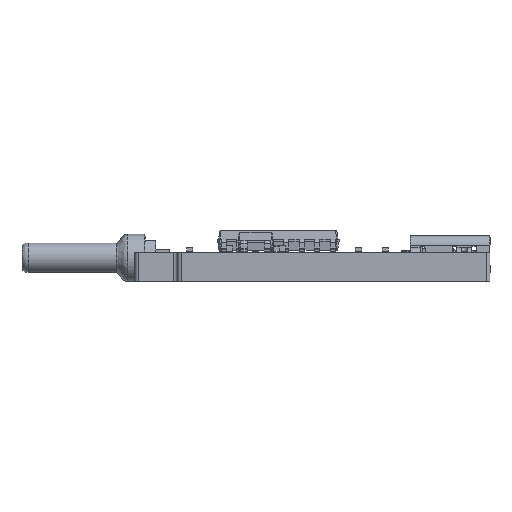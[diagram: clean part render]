
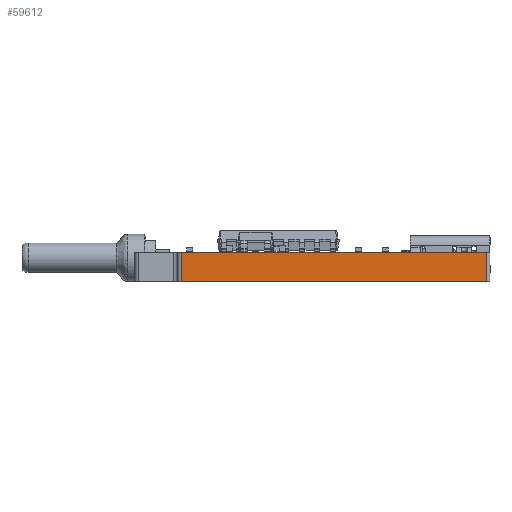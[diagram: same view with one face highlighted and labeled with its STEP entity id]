
A CAD part, left-side view. The second image highlights one B-rep face of the part: STEP entity #59612.
In plain terms, the highlighted planar face has unit normal (-1, 0, 0).
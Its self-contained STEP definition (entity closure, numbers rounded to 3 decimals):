
#58543 = VERTEX_POINT('',#58544);
#58544 = CARTESIAN_POINT('',(-13.,10.7,0.));
#58551 = EDGE_CURVE('',#58552,#58543,#58554,.T.);
#58552 = VERTEX_POINT('',#58553);
#58553 = CARTESIAN_POINT('',(-13.,-14.2,0.));
#58554 = LINE('',#58555,#58556);
#58555 = CARTESIAN_POINT('',(-13.,-14.2,0.));
#58556 = VECTOR('',#58557,1.);
#58557 = DIRECTION('',(0.,1.,0.));
#59013 = VERTEX_POINT('',#59014);
#59014 = CARTESIAN_POINT('',(-13.,10.7,2.4));
#59021 = EDGE_CURVE('',#59022,#59013,#59024,.T.);
#59022 = VERTEX_POINT('',#59023);
#59023 = CARTESIAN_POINT('',(-13.,-14.2,2.4));
#59024 = LINE('',#59025,#59026);
#59025 = CARTESIAN_POINT('',(-13.,-14.2,2.4));
#59026 = VECTOR('',#59027,1.);
#59027 = DIRECTION('',(0.,1.,0.));
#59582 = EDGE_CURVE('',#58543,#59013,#59583,.T.);
#59583 = LINE('',#59584,#59585);
#59584 = CARTESIAN_POINT('',(-13.,10.7,0.));
#59585 = VECTOR('',#59586,1.);
#59586 = DIRECTION('',(0.,0.,1.));
#59612 = ADVANCED_FACE('',(#59613),#59624,.T.);
#59613 = FACE_BOUND('',#59614,.T.);
#59614 = EDGE_LOOP('',(#59615,#59621,#59622,#59623));
#59615 = ORIENTED_EDGE('',*,*,#59616,.T.);
#59616 = EDGE_CURVE('',#58552,#59022,#59617,.T.);
#59617 = LINE('',#59618,#59619);
#59618 = CARTESIAN_POINT('',(-13.,-14.2,0.));
#59619 = VECTOR('',#59620,1.);
#59620 = DIRECTION('',(0.,0.,1.));
#59621 = ORIENTED_EDGE('',*,*,#59021,.T.);
#59622 = ORIENTED_EDGE('',*,*,#59582,.F.);
#59623 = ORIENTED_EDGE('',*,*,#58551,.F.);
#59624 = PLANE('',#59625);
#59625 = AXIS2_PLACEMENT_3D('',#59626,#59627,#59628);
#59626 = CARTESIAN_POINT('',(-13.,-14.2,0.));
#59627 = DIRECTION('',(-1.,0.,0.));
#59628 = DIRECTION('',(0.,1.,0.));
